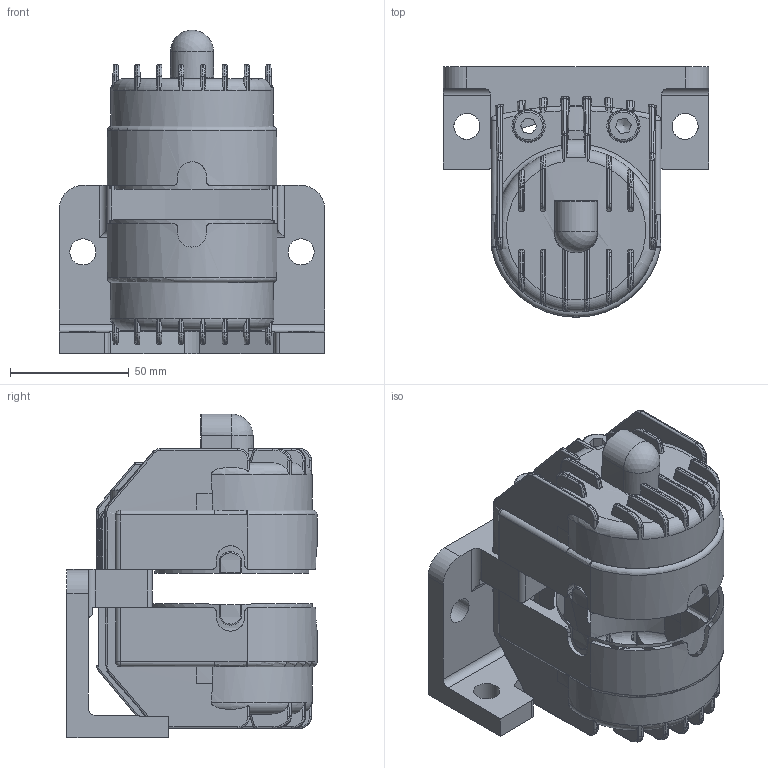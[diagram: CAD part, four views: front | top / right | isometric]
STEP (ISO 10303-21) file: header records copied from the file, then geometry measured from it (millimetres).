
FILE_DESCRIPTION((''),'2;1');
FILE_NAME('Bremssattel.stp','2012-05-14T15:48:36',('hbrink'),(''),'Autodesk Inventor 2012','Autodesk Inventor 2012','');
FILE_SCHEMA(('AUTOMOTIVE_DESIGN { 1 0 10303 214 1 1 1 1 }'));
Length unit declared in the file: millimetre
Products named in the file (1): Bremssattel
Bounding box: 112 x 105.5 x 136.5 mm (x, y, z)
Surface area: 86866.7 mm2 (no closed solid volume)
Topology: 0 solids, 7 shells, 693 faces, 2147 edges, 1440 vertices
Faces by surface type: cylinder 220, bspline 219, plane 181, torus 54, cone 14, sphere 5
Full cylindrical faces by diameter (mm): 9.5 x1, 11 x4, 13 x2, 14 x2, 15 x1, 65 x1, 68.804 x1
Entity records: 38851 total; most frequent: CARTESIAN_POINT 21642, ORIENTED_EDGE 3866, DIRECTION 3092, EDGE_CURVE 2119, VERTEX_POINT 1434, AXIS2_PLACEMENT_3D 1203, EDGE_LOOP 743, FACE_OUTER_BOUND 693
